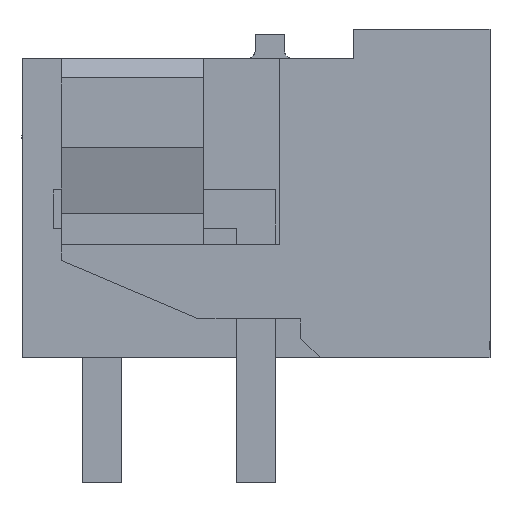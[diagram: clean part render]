
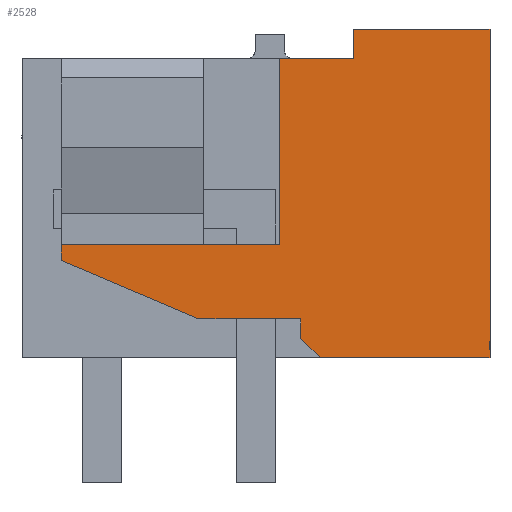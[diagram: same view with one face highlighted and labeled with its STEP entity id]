
A CAD part, left-side view. The second image highlights one B-rep face of the part: STEP entity #2528.
In plain terms, the highlighted planar face has unit normal (-1, 0, 0).
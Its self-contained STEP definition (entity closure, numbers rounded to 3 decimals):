
#2488=AXIS2_PLACEMENT_3D('Plane Axis2P3D',#2485,#2486,#2487) ;
#254=CARTESIAN_POINT('Vertex',(0.,0.,3.2)) ;
#259=CARTESIAN_POINT('Line Origine',(0.,2.177,3.2)) ;
#263=CARTESIAN_POINT('Vertex',(0.,4.354,3.2)) ;
#408=CARTESIAN_POINT('Vertex',(0.,5.4,10.88)) ;
#411=CARTESIAN_POINT('Line Origine',(0.,4.45,10.88)) ;
#415=CARTESIAN_POINT('Vertex',(0.,3.5,10.88)) ;
#1250=CARTESIAN_POINT('Line Origine',(0.,11.,5.905)) ;
#1254=CARTESIAN_POINT('Vertex',(0.,11.,6.11)) ;
#1256=CARTESIAN_POINT('Vertex',(0.,11.,5.701)) ;
#1358=CARTESIAN_POINT('Vertex',(0.,7.465,4.203)) ;
#1361=CARTESIAN_POINT('Line Origine',(0.,9.232,4.952)) ;
#1382=CARTESIAN_POINT('Vertex',(0.,4.854,4.203)) ;
#1385=CARTESIAN_POINT('Line Origine',(0.,6.159,4.203)) ;
#1440=CARTESIAN_POINT('Vertex',(0.,4.854,3.7)) ;
#1443=CARTESIAN_POINT('Line Origine',(0.,4.854,3.951)) ;
#1460=CARTESIAN_POINT('Line Origine',(0.,4.604,3.45)) ;
#1483=CARTESIAN_POINT('Vertex',(0.,0.,11.63)) ;
#1486=CARTESIAN_POINT('Line Origine',(0.,0.,7.415)) ;
#2485=CARTESIAN_POINT('Axis2P3D Location',(0.,12.,1.7)) ;
#2490=CARTESIAN_POINT('Line Origine',(0.,1.75,11.63)) ;
#2494=CARTESIAN_POINT('Vertex',(0.,3.5,11.63)) ;
#2497=CARTESIAN_POINT('Line Origine',(0.,3.5,11.255)) ;
#2502=CARTESIAN_POINT('Line Origine',(0.,5.4,8.495)) ;
#2506=CARTESIAN_POINT('Vertex',(0.,5.4,6.11)) ;
#2509=CARTESIAN_POINT('Line Origine',(0.,8.2,6.11)) ;
#260=DIRECTION('Vector Direction',(0.,1.,0.)) ;
#412=DIRECTION('Vector Direction',(0.,1.,0.)) ;
#1251=DIRECTION('Vector Direction',(0.,0.,1.)) ;
#1362=DIRECTION('Vector Direction',(0.,0.921,0.39)) ;
#1386=DIRECTION('Vector Direction',(0.,-1.,0.)) ;
#1444=DIRECTION('Vector Direction',(0.,0.,-1.)) ;
#1461=DIRECTION('Vector Direction',(0.,0.707,0.707)) ;
#1487=DIRECTION('Vector Direction',(0.,0.,-1.)) ;
#2486=DIRECTION('Axis2P3D Direction',(-1.,0.,0.)) ;
#2487=DIRECTION('Axis2P3D XDirection',(0.,-1.,0.)) ;
#2491=DIRECTION('Vector Direction',(0.,1.,0.)) ;
#2498=DIRECTION('Vector Direction',(0.,0.,1.)) ;
#2503=DIRECTION('Vector Direction',(0.,0.,-1.)) ;
#2510=DIRECTION('Vector Direction',(0.,1.,0.)) ;
#261=VECTOR('Line Direction',#260,1.) ;
#413=VECTOR('Line Direction',#412,1.) ;
#1252=VECTOR('Line Direction',#1251,1.) ;
#1363=VECTOR('Line Direction',#1362,1.) ;
#1387=VECTOR('Line Direction',#1386,1.) ;
#1445=VECTOR('Line Direction',#1444,1.) ;
#1462=VECTOR('Line Direction',#1461,1.) ;
#1488=VECTOR('Line Direction',#1487,1.) ;
#2492=VECTOR('Line Direction',#2491,1.) ;
#2499=VECTOR('Line Direction',#2498,1.) ;
#2504=VECTOR('Line Direction',#2503,1.) ;
#2511=VECTOR('Line Direction',#2510,1.) ;
#2515=ORIENTED_EDGE('',*,*,#2496,.T.) ;
#2516=ORIENTED_EDGE('',*,*,#2501,.T.) ;
#2517=ORIENTED_EDGE('',*,*,#417,.T.) ;
#2518=ORIENTED_EDGE('',*,*,#2508,.T.) ;
#2519=ORIENTED_EDGE('',*,*,#2513,.T.) ;
#2520=ORIENTED_EDGE('',*,*,#1258,.T.) ;
#2521=ORIENTED_EDGE('',*,*,#1365,.T.) ;
#2522=ORIENTED_EDGE('',*,*,#1389,.T.) ;
#2523=ORIENTED_EDGE('',*,*,#1447,.T.) ;
#2524=ORIENTED_EDGE('',*,*,#1464,.T.) ;
#2525=ORIENTED_EDGE('',*,*,#265,.T.) ;
#2526=ORIENTED_EDGE('',*,*,#1490,.T.) ;
#2528=ADVANCED_FACE('HOUSING',(#2527),#2489,.T.) ;
#265=EDGE_CURVE('',#264,#255,#262,.F.) ;
#417=EDGE_CURVE('',#416,#409,#414,.T.) ;
#1258=EDGE_CURVE('',#1255,#1257,#1253,.F.) ;
#1365=EDGE_CURVE('',#1257,#1359,#1364,.F.) ;
#1389=EDGE_CURVE('',#1359,#1383,#1388,.T.) ;
#1447=EDGE_CURVE('',#1383,#1441,#1446,.T.) ;
#1464=EDGE_CURVE('',#1441,#264,#1463,.F.) ;
#1490=EDGE_CURVE('',#255,#1484,#1489,.F.) ;
#2496=EDGE_CURVE('',#1484,#2495,#2493,.T.) ;
#2501=EDGE_CURVE('',#2495,#416,#2500,.F.) ;
#2508=EDGE_CURVE('',#409,#2507,#2505,.T.) ;
#2513=EDGE_CURVE('',#2507,#1255,#2512,.T.) ;
#2514=EDGE_LOOP('',(#2515,#2516,#2517,#2518,#2519,#2520,#2521,#2522,#2523,#2524,#2525,#2526)) ;
#2527=FACE_OUTER_BOUND('',#2514,.T.) ;
#262=LINE('Line',#259,#261) ;
#414=LINE('Line',#411,#413) ;
#1253=LINE('Line',#1250,#1252) ;
#1364=LINE('Line',#1361,#1363) ;
#1388=LINE('Line',#1385,#1387) ;
#1446=LINE('Line',#1443,#1445) ;
#1463=LINE('Line',#1460,#1462) ;
#1489=LINE('Line',#1486,#1488) ;
#2493=LINE('Line',#2490,#2492) ;
#2500=LINE('Line',#2497,#2499) ;
#2505=LINE('Line',#2502,#2504) ;
#2512=LINE('Line',#2509,#2511) ;
#2489=PLANE('',#2488) ;
#255=VERTEX_POINT('',#254) ;
#264=VERTEX_POINT('',#263) ;
#409=VERTEX_POINT('',#408) ;
#416=VERTEX_POINT('',#415) ;
#1255=VERTEX_POINT('',#1254) ;
#1257=VERTEX_POINT('',#1256) ;
#1359=VERTEX_POINT('',#1358) ;
#1383=VERTEX_POINT('',#1382) ;
#1441=VERTEX_POINT('',#1440) ;
#1484=VERTEX_POINT('',#1483) ;
#2495=VERTEX_POINT('',#2494) ;
#2507=VERTEX_POINT('',#2506) ;
